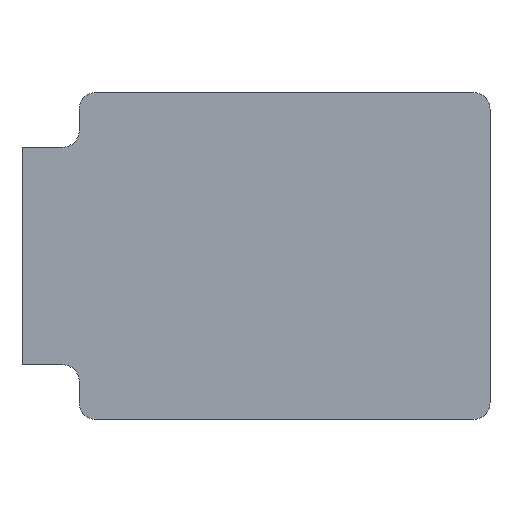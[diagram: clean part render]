
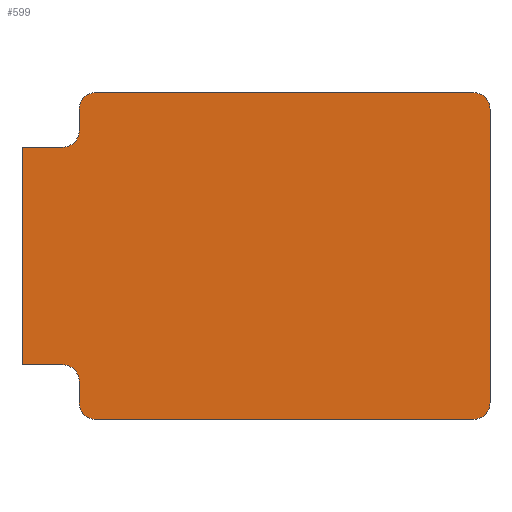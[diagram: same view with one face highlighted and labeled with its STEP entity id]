
A CAD part, left-side view. The second image highlights one B-rep face of the part: STEP entity #599.
In plain terms, the highlighted planar face has unit normal (-1, 0, 0).
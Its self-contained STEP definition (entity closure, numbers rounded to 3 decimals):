
#599=ADVANCED_FACE('',(#1223),#1224,.T.);
#1223=FACE_OUTER_BOUND('',#1859,.T.);
#1224=PLANE('',#1860);
#1859=EDGE_LOOP('',(#3545,#3546,#3547,#3548,#3549,#3550,#3551,#3552,#3553,#3554,#3555,#3556,#3557,#3558));
#1860=AXIS2_PLACEMENT_3D('',#3559,#3560,#3561);
#3545=ORIENTED_EDGE('',*,*,#4394,.T.);
#3546=ORIENTED_EDGE('',*,*,#4323,.T.);
#3547=ORIENTED_EDGE('',*,*,#4328,.T.);
#3548=ORIENTED_EDGE('',*,*,#4395,.F.);
#3549=ORIENTED_EDGE('',*,*,#4396,.T.);
#3550=ORIENTED_EDGE('',*,*,#4356,.F.);
#3551=ORIENTED_EDGE('',*,*,#4320,.T.);
#3552=ORIENTED_EDGE('',*,*,#4367,.T.);
#3553=ORIENTED_EDGE('',*,*,#4306,.T.);
#3554=ORIENTED_EDGE('',*,*,#4361,.F.);
#3555=ORIENTED_EDGE('',*,*,#4310,.T.);
#3556=ORIENTED_EDGE('',*,*,#4332,.F.);
#3557=ORIENTED_EDGE('',*,*,#4365,.F.);
#3558=ORIENTED_EDGE('',*,*,#4397,.T.);
#3559=CARTESIAN_POINT('',(-1.2,0.59,-3.426));
#3560=DIRECTION('',(-1.0,0.0,0.0));
#3561=DIRECTION('',(0.0,0.0,-1.0));
#4306=EDGE_CURVE('',#5263,#5267,#5269,.T.);
#4310=EDGE_CURVE('',#5276,#5274,#5277,.T.);
#4320=EDGE_CURVE('',#5280,#5293,#5295,.T.);
#4323=EDGE_CURVE('',#5300,#5297,#5301,.T.);
#4328=EDGE_CURVE('',#5297,#5307,#5309,.T.);
#4332=EDGE_CURVE('',#5312,#5274,#5315,.T.);
#4356=EDGE_CURVE('',#5280,#5354,#5355,.T.);
#4361=EDGE_CURVE('',#5276,#5267,#5360,.T.);
#4365=EDGE_CURVE('',#5364,#5312,#5366,.T.);
#4367=EDGE_CURVE('',#5293,#5263,#5368,.T.);
#4394=EDGE_CURVE('',#5403,#5300,#5404,.T.);
#4395=EDGE_CURVE('',#5405,#5307,#5406,.T.);
#4396=EDGE_CURVE('',#5405,#5354,#5407,.T.);
#4397=EDGE_CURVE('',#5364,#5403,#5408,.T.);
#5263=VERTEX_POINT('',#6860);
#5267=VERTEX_POINT('',#6866);
#5269=LINE('',#6869,#6870);
#5274=VERTEX_POINT('',#6876);
#5276=VERTEX_POINT('',#6879);
#5277=LINE('',#6880,#6881);
#5280=VERTEX_POINT('',#6885);
#5293=VERTEX_POINT('',#6904);
#5295=LINE('',#6907,#6908);
#5297=VERTEX_POINT('',#6910);
#5300=VERTEX_POINT('',#6914);
#5301=LINE('',#6915,#6916);
#5307=VERTEX_POINT('',#6924);
#5309=LINE('',#6927,#6928);
#5312=VERTEX_POINT('',#6932);
#5315=CIRCLE('',#6936,0.3);
#5354=VERTEX_POINT('',#6987);
#5355=CIRCLE('',#6988,0.3);
#5360=CIRCLE('',#6994,0.3);
#5364=VERTEX_POINT('',#6999);
#5366=LINE('',#7002,#7003);
#5368=CIRCLE('',#7005,0.3);
#5403=VERTEX_POINT('',#7052);
#5404=LINE('',#7053,#7054);
#5405=VERTEX_POINT('',#7055);
#5406=CIRCLE('',#7056,0.3);
#5407=LINE('',#7057,#7058);
#5408=CIRCLE('',#7059,0.3);
#6860=CARTESIAN_POINT('',(-1.2,-1.822,-5.45));
#6866=CARTESIAN_POINT('',(-1.2,-1.822,-0.05));
#6869=CARTESIAN_POINT('',(-1.2,-1.822,-3.426));
#6870=VECTOR('',#7825,1.0);
#6876=CARTESIAN_POINT('',(-1.2,5.428,0.25));
#6879=CARTESIAN_POINT('',(-1.2,-1.522,0.25));
#6880=CARTESIAN_POINT('',(-1.2,0.59,0.25));
#6881=VECTOR('',#7828,1.0);
#6885=CARTESIAN_POINT('',(-1.2,5.428,-5.75));
#6904=CARTESIAN_POINT('',(-1.2,-1.522,-5.75));
#6907=CARTESIAN_POINT('',(-1.2,0.59,-5.75));
#6908=VECTOR('',#7837,1.0);
#6910=CARTESIAN_POINT('',(-1.2,6.778,-4.75));
#6914=CARTESIAN_POINT('',(-1.2,6.778,-0.75));
#6915=CARTESIAN_POINT('',(-1.2,6.778,-3.426));
#6916=VECTOR('',#7839,1.0);
#6924=CARTESIAN_POINT('',(-1.2,6.028,-4.75));
#6927=CARTESIAN_POINT('',(-1.2,0.59,-4.75));
#6928=VECTOR('',#7843,1.0);
#6932=CARTESIAN_POINT('',(-1.2,5.728,-0.05));
#6936=AXIS2_PLACEMENT_3D('',#7846,#7847,#7848);
#6987=CARTESIAN_POINT('',(-1.2,5.728,-5.45));
#6988=AXIS2_PLACEMENT_3D('',#7882,#7883,#7884);
#6994=AXIS2_PLACEMENT_3D('',#7892,#7893,#7894);
#6999=CARTESIAN_POINT('',(-1.2,5.728,-0.45));
#7002=CARTESIAN_POINT('',(-1.2,5.728,-3.426));
#7003=VECTOR('',#7897,1.0);
#7005=AXIS2_PLACEMENT_3D('',#7898,#7899,#7900);
#7052=CARTESIAN_POINT('',(-1.2,6.028,-0.75));
#7053=CARTESIAN_POINT('',(-1.2,0.59,-0.75));
#7054=VECTOR('',#7928,1.0);
#7055=CARTESIAN_POINT('',(-1.2,5.728,-5.05));
#7056=AXIS2_PLACEMENT_3D('',#7929,#7930,#7931);
#7057=CARTESIAN_POINT('',(-1.2,5.728,-3.426));
#7058=VECTOR('',#7932,1.0);
#7059=AXIS2_PLACEMENT_3D('',#7933,#7934,#7935);
#7825=DIRECTION('',(0.0,0.0,1.0));
#7828=DIRECTION('',(0.0,1.0,0.0));
#7837=DIRECTION('',(0.0,-1.0,0.0));
#7839=DIRECTION('',(0.0,0.0,-1.0));
#7843=DIRECTION('',(0.0,-1.0,0.0));
#7846=CARTESIAN_POINT('',(-1.2,5.428,-0.05));
#7847=DIRECTION('',(1.0,0.0,0.0));
#7848=DIRECTION('',(0.0,-1.0,0.0));
#7882=CARTESIAN_POINT('',(-1.2,5.428,-5.45));
#7883=DIRECTION('',(1.0,0.0,0.0));
#7884=DIRECTION('',(0.0,-1.0,0.0));
#7892=CARTESIAN_POINT('',(-1.2,-1.522,-0.05));
#7893=DIRECTION('',(1.0,0.0,0.0));
#7894=DIRECTION('',(0.0,-1.0,0.0));
#7897=DIRECTION('',(0.0,0.,1.0));
#7898=CARTESIAN_POINT('',(-1.2,-1.522,-5.45));
#7899=DIRECTION('',(-1.0,0.0,0.0));
#7900=DIRECTION('',(0.0,1.0,0.0));
#7928=DIRECTION('',(0.0,1.0,0.0));
#7929=CARTESIAN_POINT('',(-1.2,6.028,-5.05));
#7930=DIRECTION('',(-1.0,0.0,0.0));
#7931=DIRECTION('',(0.0,1.0,0.0));
#7932=DIRECTION('',(0.0,0.,-1.0));
#7933=CARTESIAN_POINT('',(-1.2,6.028,-0.45));
#7934=DIRECTION('',(1.0,0.0,0.0));
#7935=DIRECTION('',(0.0,-1.0,0.0));
